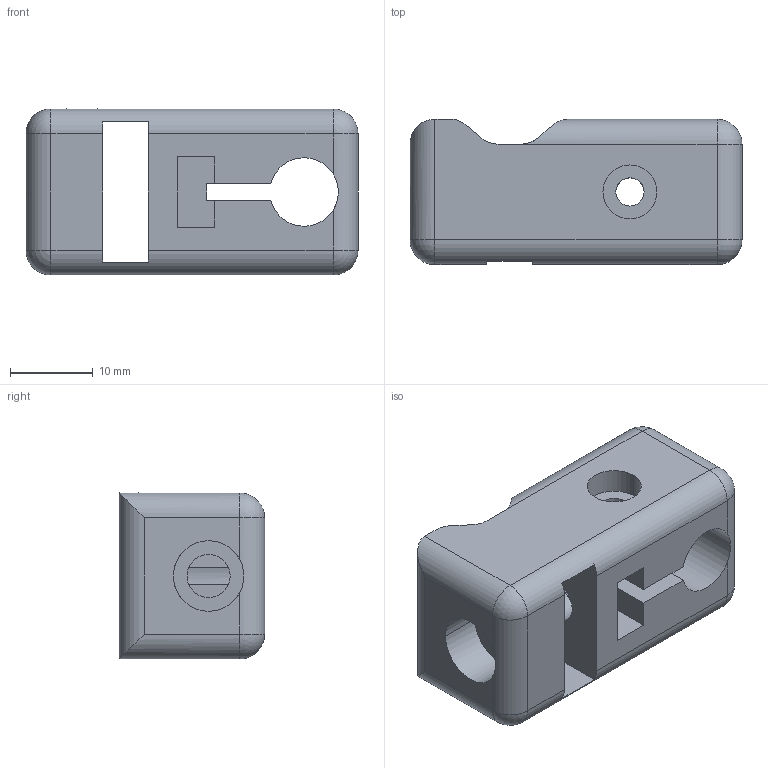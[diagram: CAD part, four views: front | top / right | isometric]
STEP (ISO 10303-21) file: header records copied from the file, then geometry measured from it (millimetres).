
FILE_DESCRIPTION (( 'STEP AP203' ), '1' );
FILE_NAME ('Upper Bearing Mount.STEP', '2012-10-03T17:41:22', ( '' ), ( '' ), 'SwSTEP 2.0', 'SolidWorks 2012', '' );
FILE_SCHEMA (( 'CONFIG_CONTROL_DESIGN' ));
Length unit declared in the file: millimetre
Products named in the file (1): Upper Bearing Mount
Bounding box: 40 x 17.5 x 20 mm (x, y, z)
Volume: 9240.9 mm3; surface area: 5008.7 mm2
Topology: 1 solids, 1 shells, 69 faces, 191 edges, 116 vertices
Faces by surface type: plane 34, cylinder 29, sphere 6
Entity records: 2286 total; most frequent: CARTESIAN_POINT 445, DIRECTION 371, ORIENTED_EDGE 370, EDGE_CURVE 185, AXIS2_PLACEMENT_3D 128, VERTEX_POINT 116, LINE 115, VECTOR 115
